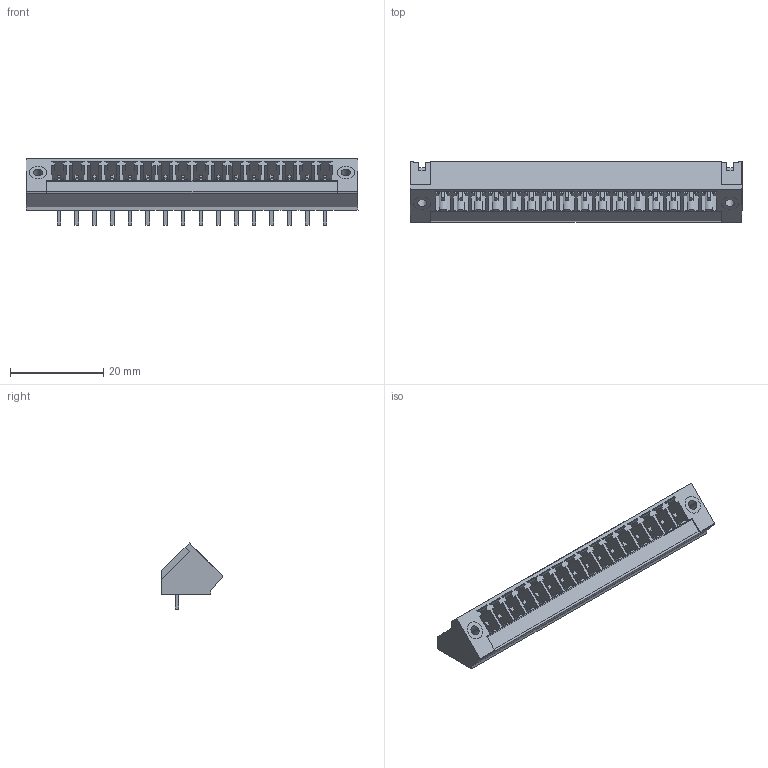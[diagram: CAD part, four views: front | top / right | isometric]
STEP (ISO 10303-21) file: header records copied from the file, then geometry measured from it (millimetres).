
FILE_DESCRIPTION(('CATIA V5 STEP Exchange','CAx-IF Rec.Pracs.--- Model Styling and Organization---1.2---2011-12-15'),'2;1');
FILE_NAME ('D1460951_0', '2018-04-23T10:13:11+00:00', ('none'), ('Weidmueller'), 'CATIA Version 5-6 Release 2014', 'CATIA V5 STEP AP214', 'none');
FILE_SCHEMA(('AUTOMOTIVE_DESIGN { 1 0 10303 214 1 1 1 1 }'));
Length unit declared in the file: millimetre
Products named in the file (1): 1976880000
Bounding box: 71.35 x 13.1 x 14.2 mm (x, y, z)
Volume: 3340.6 mm3; surface area: 8165 mm2
Topology: 19 solids, 19 shells, 765 faces, 2161 edges, 1450 vertices
Faces by surface type: plane 691, cylinder 74
Entity records: 23701 total; most frequent: ORIENTED_EDGE 4322, CARTESIAN_POINT 4191, DIRECTION 3149, EDGE_CURVE 2161, VECTOR 2013, LINE 2013, VERTEX_POINT 1450, EDGE_LOOP 825
